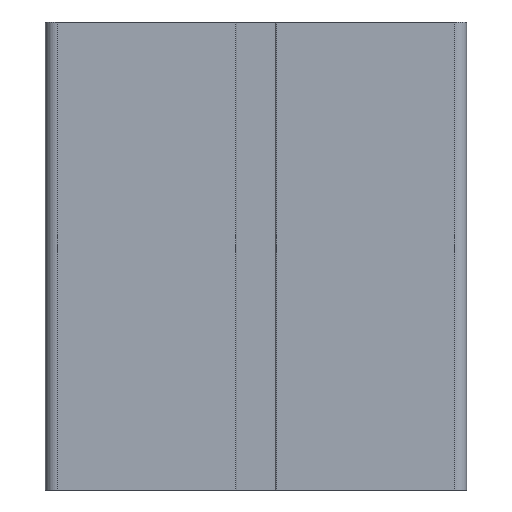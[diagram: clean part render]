
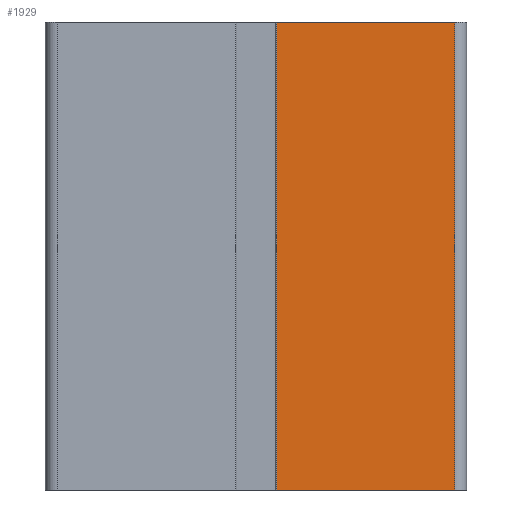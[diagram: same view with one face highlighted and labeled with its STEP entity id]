
A CAD part, front view. The second image highlights one B-rep face of the part: STEP entity #1929.
In plain terms, the highlighted planar face has unit normal (0, -1, 0).
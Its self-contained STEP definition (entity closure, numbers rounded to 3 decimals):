
#75=PLANE('',#2083);
#167=FACE_OUTER_BOUND('',#263,.T.);
#263=EDGE_LOOP('',(#1585,#1586,#1587,#1588));
#370=LINE('',#2886,#588);
#480=LINE('',#3165,#698);
#481=LINE('',#3167,#699);
#482=LINE('',#3168,#700);
#588=VECTOR('',#2330,100.);
#698=VECTOR('',#2588,38.046);
#699=VECTOR('',#2589,100.);
#700=VECTOR('',#2590,38.046);
#861=VERTEX_POINT('',#2882);
#862=VERTEX_POINT('',#2884);
#957=VERTEX_POINT('',#3164);
#958=VERTEX_POINT('',#3166);
#1086=EDGE_CURVE('',#861,#862,#370,.T.);
#1224=EDGE_CURVE('',#957,#862,#480,.T.);
#1225=EDGE_CURVE('',#957,#958,#481,.T.);
#1226=EDGE_CURVE('',#958,#861,#482,.T.);
#1585=ORIENTED_EDGE('',*,*,#1086,.T.);
#1586=ORIENTED_EDGE('',*,*,#1224,.F.);
#1587=ORIENTED_EDGE('',*,*,#1225,.T.);
#1588=ORIENTED_EDGE('',*,*,#1226,.T.);
#1929=ADVANCED_FACE('',(#167),#75,.T.);
#2083=AXIS2_PLACEMENT_3D('',#3163,#2586,#2587);
#2330=DIRECTION('',(0.,0.,-1.));
#2586=DIRECTION('center_axis',(0.,-1.,0.));
#2587=DIRECTION('ref_axis',(1.,0.,0.));
#2588=DIRECTION('',(-1.,0.,0.));
#2589=DIRECTION('',(0.,0.,1.));
#2590=DIRECTION('',(-1.,0.,0.));
#2882=CARTESIAN_POINT('',(4.454,-9.25,100.));
#2884=CARTESIAN_POINT('',(4.454,-9.25,0.));
#2886=CARTESIAN_POINT('',(4.454,-9.25,0.));
#3163=CARTESIAN_POINT('Origin',(-42.5,-9.25,0.));
#3164=CARTESIAN_POINT('',(42.5,-9.25,0.));
#3165=CARTESIAN_POINT('',(-21.25,-9.25,0.));
#3166=CARTESIAN_POINT('',(42.5,-9.25,100.));
#3167=CARTESIAN_POINT('',(42.5,-9.25,0.));
#3168=CARTESIAN_POINT('',(-21.25,-9.25,100.));
